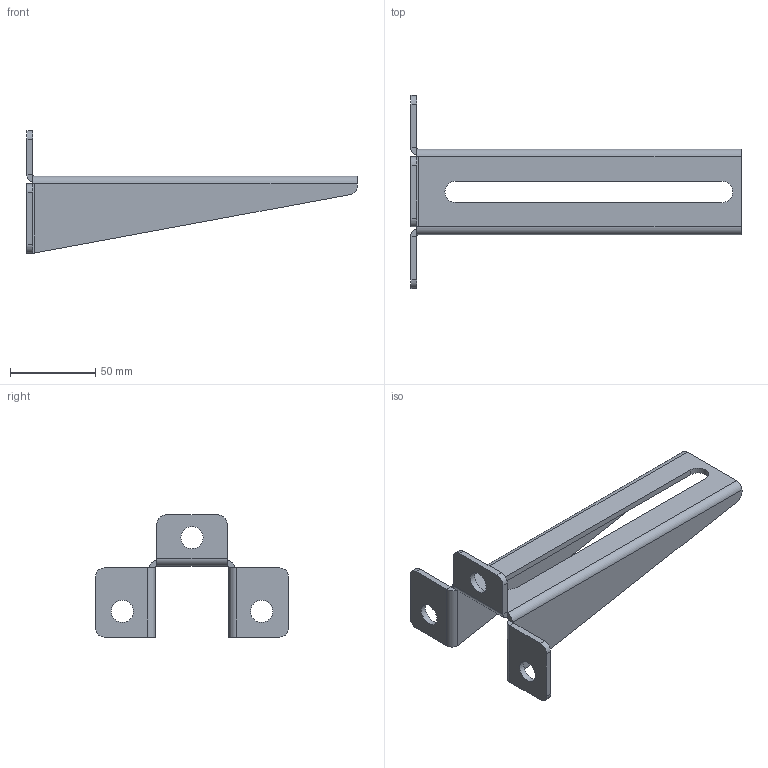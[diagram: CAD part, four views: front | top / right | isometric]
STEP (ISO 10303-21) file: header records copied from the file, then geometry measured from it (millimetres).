
FILE_DESCRIPTION(('STEP AP203'), '1');
FILE_NAME('262.RC55-RC59 Êðîíøòåéí RC55-RC59 óäëèíåííûé', '', ('UNSPECIFIED'), ('UNSPECIFIED'), 'ASCON STEP Converter 1.3', 'ASCON Math Kernel', '');
FILE_SCHEMA(('CONFIG_CONTROL_DESIGN'));
Length unit declared in the file: millimetre
Products named in the file (1): 262.RC55/RC59
Bounding box: 193.5 x 113 x 71.5 mm (x, y, z)
Volume: 68639.9 mm3; surface area: 43608.1 mm2
Topology: 1 solids, 1 shells, 186 faces, 491 edges, 314 vertices
Faces by surface type: plane 106, cylinder 80
Full cylindrical faces by diameter (mm): 13 x3
Entity records: 7268 total; most frequent: DIRECTION 1022, CARTESIAN_POINT 989, ORIENTED_EDGE 976, EDGE_CURVE 488, AXIS2_PLACEMENT_3D 347, LINE 328, VECTOR 328, VERTEX_POINT 314
